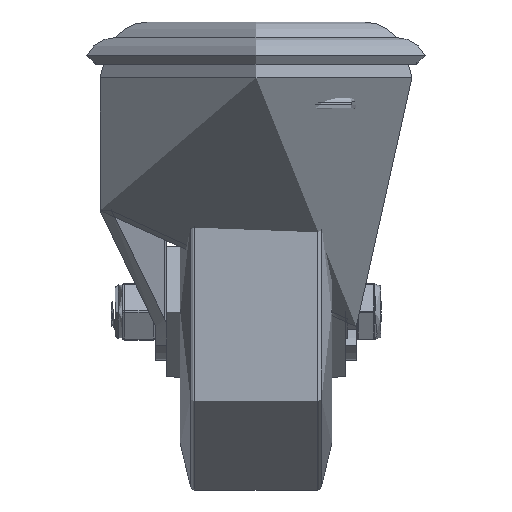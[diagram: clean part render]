
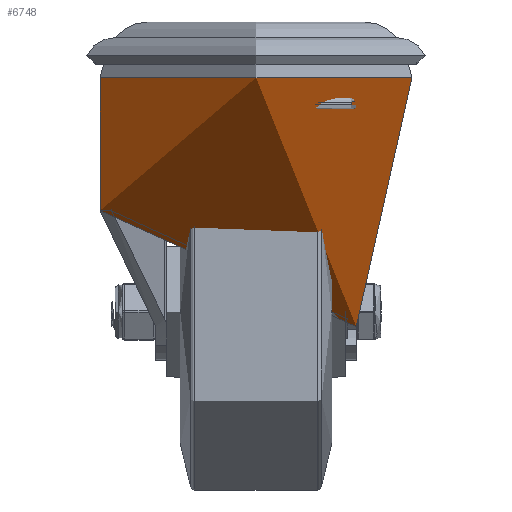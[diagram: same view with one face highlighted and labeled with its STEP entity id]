
A CAD part, left-side view. The second image highlights one B-rep face of the part: STEP entity #6748.
In plain terms, the highlighted cylindrical face has radius 35 mm (diameter 70 mm), a full revolution.
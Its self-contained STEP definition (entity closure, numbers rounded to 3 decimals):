
#475=B_SPLINE_CURVE_WITH_KNOTS('',3,(#10147,#10148,#10149,#10150,#10151,
#10152,#10153,#10154,#10155,#10156),.UNSPECIFIED.,.F.,.F.,(4,2,2,2,4),(-0.426,
-0.314,-0.201,-0.1,0.),
 .UNSPECIFIED.);
#476=B_SPLINE_CURVE_WITH_KNOTS('',3,(#10165,#10166,#10167,#10168,#10169,
#10170,#10171,#10172,#10173,#10174),.UNSPECIFIED.,.F.,.F.,(4,2,2,2,4),(-0.839,
-0.739,-0.639,-0.526,-0.413),
 .UNSPECIFIED.);
#481=B_SPLINE_CURVE_WITH_KNOTS('',3,(#10284,#10285,#10286,#10287,#10288,
#10289,#10290,#10291,#10292,#10293,#10294,#10295),.UNSPECIFIED.,.F.,.F.,
(4,2,2,2,2,4),(-6.422,-5.485,-4.547,-3.609,
-2.671,-2.589),.UNSPECIFIED.);
#486=B_SPLINE_CURVE_WITH_KNOTS('',3,(#10380,#10381,#10382,#10383,#10384,
#10385,#10386,#10387,#10388,#10389,#10390,#10391,#10392,#10393,#10394,#10395,
#10396,#10397,#10398,#10399,#10400,#10401,#10402,#10403,#10404,#10405,#10406,
#10407,#10408,#10409,#10410,#10411,#10412,#10413,#10414,#10415,#10416,#10417,
#10418,#10419,#10420,#10421,#10422,#10423),.UNSPECIFIED.,.F.,.F.,(4,2,2,
2,2,2,2,2,2,2,2,2,2,2,2,2,2,2,2,2,2,4),(-22.093,-22.011,
-21.074,-20.136,-19.198,-18.26,
-17.429,-16.597,-15.765,-14.934,
-14.285,-13.637,-12.989,-12.341,
-11.693,-11.045,-10.397,-9.749,
-8.917,-8.086,-7.254,-6.422),
 .UNSPECIFIED.);
#671=FACE_OUTER_BOUND('',#1088,.T.);
#1088=EDGE_LOOP('',(#4593,#4594,#4595,#4596,#4597,#4598,#4599,#4600,#4601,
#4602));
#1560=LINE('',#10444,#2044);
#1561=LINE('',#10445,#2045);
#1562=LINE('',#10447,#2046);
#2044=VECTOR('',#8161,35.);
#2045=VECTOR('',#8162,1000.);
#2046=VECTOR('',#8165,1000.);
#2526=CIRCLE('',#7312,35.);
#2527=CIRCLE('',#7313,35.);
#2873=VERTEX_POINT('',#10144);
#2874=VERTEX_POINT('',#10146);
#2877=VERTEX_POINT('',#10162);
#2878=VERTEX_POINT('',#10164);
#2897=VERTEX_POINT('',#10282);
#2898=VERTEX_POINT('',#10283);
#2908=VERTEX_POINT('',#10378);
#2913=VERTEX_POINT('',#10442);
#3516=EDGE_CURVE('',#2873,#2874,#475,.T.);
#3520=EDGE_CURVE('',#2877,#2878,#476,.T.);
#3540=EDGE_CURVE('',#2897,#2898,#481,.F.);
#3551=EDGE_CURVE('',#2898,#2908,#486,.F.);
#3562=EDGE_CURVE('',#2913,#2913,#2526,.T.);
#3563=EDGE_CURVE('',#2913,#2898,#1560,.T.);
#3564=EDGE_CURVE('',#2908,#2874,#1561,.T.);
#3565=EDGE_CURVE('',#2873,#2878,#2527,.T.);
#3566=EDGE_CURVE('',#2877,#2897,#1562,.T.);
#4593=ORIENTED_EDGE('',*,*,#3562,.F.);
#4594=ORIENTED_EDGE('',*,*,#3563,.T.);
#4595=ORIENTED_EDGE('',*,*,#3551,.T.);
#4596=ORIENTED_EDGE('',*,*,#3564,.T.);
#4597=ORIENTED_EDGE('',*,*,#3516,.F.);
#4598=ORIENTED_EDGE('',*,*,#3565,.T.);
#4599=ORIENTED_EDGE('',*,*,#3520,.F.);
#4600=ORIENTED_EDGE('',*,*,#3566,.T.);
#4601=ORIENTED_EDGE('',*,*,#3540,.T.);
#4602=ORIENTED_EDGE('',*,*,#3563,.F.);
#6600=CYLINDRICAL_SURFACE('',#7311,35.);
#6748=ADVANCED_FACE('',(#671),#6600,.T.);
#7311=AXIS2_PLACEMENT_3D('',#10441,#8157,#8158);
#7312=AXIS2_PLACEMENT_3D('',#10443,#8159,#8160);
#7313=AXIS2_PLACEMENT_3D('',#10446,#8163,#8164);
#8157=DIRECTION('center_axis',(0.,0.,1.));
#8158=DIRECTION('ref_axis',(0.,-1.,0.));
#8159=DIRECTION('center_axis',(0.,0.,1.));
#8160=DIRECTION('ref_axis',(0.,-1.,0.));
#8161=DIRECTION('',(0.,0.,-1.));
#8162=DIRECTION('',(0.,0.,1.));
#8163=DIRECTION('center_axis',(0.,0.,1.));
#8164=DIRECTION('ref_axis',(0.,-1.,0.));
#8165=DIRECTION('',(0.,0.,-1.));
#10144=CARTESIAN_POINT('',(28.723,-20.,-4.008));
#10146=CARTESIAN_POINT('',(26.81,-22.5,-6.508));
#10147=CARTESIAN_POINT('Ctrl Pts',(28.723,-20.,-4.008));
#10148=CARTESIAN_POINT('Ctrl Pts',(28.508,-20.308,-4.008));
#10149=CARTESIAN_POINT('Ctrl Pts',(28.271,-20.637,-4.068));
#10150=CARTESIAN_POINT('Ctrl Pts',(27.813,-21.251,-4.318));
#10151=CARTESIAN_POINT('Ctrl Pts',(27.591,-21.536,-4.509));
#10152=CARTESIAN_POINT('Ctrl Pts',(27.243,-21.974,-4.947));
#10153=CARTESIAN_POINT('Ctrl Pts',(27.087,-22.166,-5.215));
#10154=CARTESIAN_POINT('Ctrl Pts',(26.87,-22.429,-5.828));
#10155=CARTESIAN_POINT('Ctrl Pts',(26.81,-22.5,-6.173));
#10156=CARTESIAN_POINT('Ctrl Pts',(26.81,-22.5,-6.508));
#10162=CARTESIAN_POINT('',(26.81,22.5,-6.508));
#10164=CARTESIAN_POINT('',(28.723,20.,-4.008));
#10165=CARTESIAN_POINT('Ctrl Pts',(26.81,22.5,-6.508));
#10166=CARTESIAN_POINT('Ctrl Pts',(26.81,22.5,-6.173));
#10167=CARTESIAN_POINT('Ctrl Pts',(26.87,22.429,-5.828));
#10168=CARTESIAN_POINT('Ctrl Pts',(27.087,22.166,-5.215));
#10169=CARTESIAN_POINT('Ctrl Pts',(27.243,21.974,-4.947));
#10170=CARTESIAN_POINT('Ctrl Pts',(27.591,21.536,-4.509));
#10171=CARTESIAN_POINT('Ctrl Pts',(27.813,21.251,-4.318));
#10172=CARTESIAN_POINT('Ctrl Pts',(28.271,20.637,-4.068));
#10173=CARTESIAN_POINT('Ctrl Pts',(28.508,20.308,-4.008));
#10174=CARTESIAN_POINT('Ctrl Pts',(28.723,20.,-4.008));
#10282=CARTESIAN_POINT('',(26.81,22.5,-58.876));
#10283=CARTESIAN_POINT('',(0.,35.,-32.843));
#10284=CARTESIAN_POINT('Ctrl Pts',(0.,35.,-32.843));
#10285=CARTESIAN_POINT('Ctrl Pts',(2.391,35.,-34.856));
#10286=CARTESIAN_POINT('Ctrl Pts',(4.837,34.752,-36.991));
#10287=CARTESIAN_POINT('Ctrl Pts',(9.67,33.728,-41.371));
#10288=CARTESIAN_POINT('Ctrl Pts',(12.056,32.953,-43.617));
#10289=CARTESIAN_POINT('Ctrl Pts',(16.624,30.902,-48.075));
#10290=CARTESIAN_POINT('Ctrl Pts',(18.807,29.625,-50.287));
#10291=CARTESIAN_POINT('Ctrl Pts',(22.853,26.629,-54.522));
#10292=CARTESIAN_POINT('Ctrl Pts',(24.717,24.909,-56.544));
#10293=CARTESIAN_POINT('Ctrl Pts',(26.52,22.841,-58.552));
#10294=CARTESIAN_POINT('Ctrl Pts',(26.665,22.672,-58.714));
#10295=CARTESIAN_POINT('Ctrl Pts',(26.81,22.5,-58.876));
#10378=CARTESIAN_POINT('',(26.81,-22.5,-58.876));
#10380=CARTESIAN_POINT('Ctrl Pts',(26.81,-22.5,-58.876));
#10381=CARTESIAN_POINT('Ctrl Pts',(26.665,-22.672,-58.714));
#10382=CARTESIAN_POINT('Ctrl Pts',(26.52,-22.841,-58.552));
#10383=CARTESIAN_POINT('Ctrl Pts',(24.717,-24.909,-56.544));
#10384=CARTESIAN_POINT('Ctrl Pts',(22.853,-26.629,-54.522));
#10385=CARTESIAN_POINT('Ctrl Pts',(18.807,-29.625,-50.287));
#10386=CARTESIAN_POINT('Ctrl Pts',(16.624,-30.902,-48.075));
#10387=CARTESIAN_POINT('Ctrl Pts',(12.056,-32.953,-43.617));
#10388=CARTESIAN_POINT('Ctrl Pts',(9.67,-33.728,-41.371));
#10389=CARTESIAN_POINT('Ctrl Pts',(4.837,-34.752,-36.991));
#10390=CARTESIAN_POINT('Ctrl Pts',(2.391,-35.,-34.856));
#10391=CARTESIAN_POINT('Ctrl Pts',(-2.121,-35.,-31.057));
#10392=CARTESIAN_POINT('Ctrl Pts',(-4.358,-34.805,
-29.231));
#10393=CARTESIAN_POINT('Ctrl Pts',(-8.903,-33.928,-25.65));
#10394=CARTESIAN_POINT('Ctrl Pts',(-11.209,-33.246,
-23.894));
#10395=CARTESIAN_POINT('Ctrl Pts',(-15.716,-31.368,-20.574));
#10396=CARTESIAN_POINT('Ctrl Pts',(-17.919,-30.17,-19.007));
#10397=CARTESIAN_POINT('Ctrl Pts',(-22.053,-27.295,-16.151));
#10398=CARTESIAN_POINT('Ctrl Pts',(-23.983,-25.617,
-14.862));
#10399=CARTESIAN_POINT('Ctrl Pts',(-27.044,-22.306,
-12.863));
#10400=CARTESIAN_POINT('Ctrl Pts',(-28.333,-20.659,
-12.039));
#10401=CARTESIAN_POINT('Ctrl Pts',(-30.643,-17.046,
-10.586));
#10402=CARTESIAN_POINT('Ctrl Pts',(-31.663,-15.079,-9.957));
#10403=CARTESIAN_POINT('Ctrl Pts',(-33.319,-10.946,
-8.947));
#10404=CARTESIAN_POINT('Ctrl Pts',(-33.956,-8.775,
-8.564));
#10405=CARTESIAN_POINT('Ctrl Pts',(-34.796,-4.382,
-8.06));
#10406=CARTESIAN_POINT('Ctrl Pts',(-35.,-2.16,-7.94));
#10407=CARTESIAN_POINT('Ctrl Pts',(-35.,2.16,-7.94));
#10408=CARTESIAN_POINT('Ctrl Pts',(-34.796,4.382,-8.06));
#10409=CARTESIAN_POINT('Ctrl Pts',(-33.956,8.775,-8.564));
#10410=CARTESIAN_POINT('Ctrl Pts',(-33.319,10.946,-8.947));
#10411=CARTESIAN_POINT('Ctrl Pts',(-31.663,15.079,-9.957));
#10412=CARTESIAN_POINT('Ctrl Pts',(-30.643,17.046,-10.586));
#10413=CARTESIAN_POINT('Ctrl Pts',(-28.333,20.659,-12.039));
#10414=CARTESIAN_POINT('Ctrl Pts',(-27.044,22.306,-12.863));
#10415=CARTESIAN_POINT('Ctrl Pts',(-23.983,25.617,-14.862));
#10416=CARTESIAN_POINT('Ctrl Pts',(-22.053,27.295,-16.151));
#10417=CARTESIAN_POINT('Ctrl Pts',(-17.919,30.17,-19.007));
#10418=CARTESIAN_POINT('Ctrl Pts',(-15.716,31.368,-20.574));
#10419=CARTESIAN_POINT('Ctrl Pts',(-11.209,33.246,-23.894));
#10420=CARTESIAN_POINT('Ctrl Pts',(-8.903,33.928,-25.65));
#10421=CARTESIAN_POINT('Ctrl Pts',(-4.358,34.805,-29.231));
#10422=CARTESIAN_POINT('Ctrl Pts',(-2.121,35.,-31.057));
#10423=CARTESIAN_POINT('Ctrl Pts',(0.,35.,-32.843));
#10441=CARTESIAN_POINT('Origin',(0.,0.,-66.511));
#10442=CARTESIAN_POINT('',(0.,35.,-3.009));
#10443=CARTESIAN_POINT('Origin',(0.,0.,-3.009));
#10444=CARTESIAN_POINT('',(0.,35.,-66.511));
#10445=CARTESIAN_POINT('',(26.81,-22.5,-35.259));
#10446=CARTESIAN_POINT('Origin',(0.,0.,-4.008));
#10447=CARTESIAN_POINT('',(26.81,22.5,-35.259));
